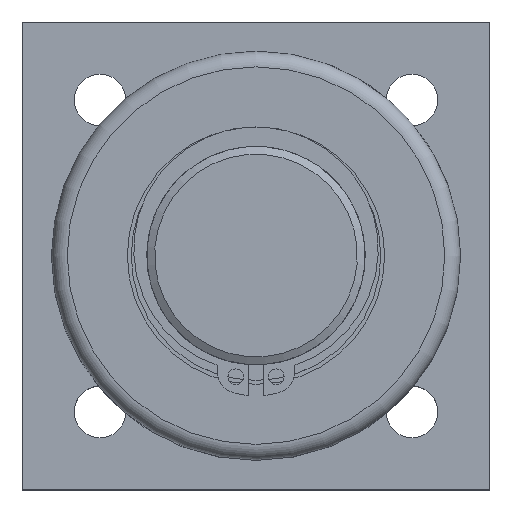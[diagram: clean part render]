
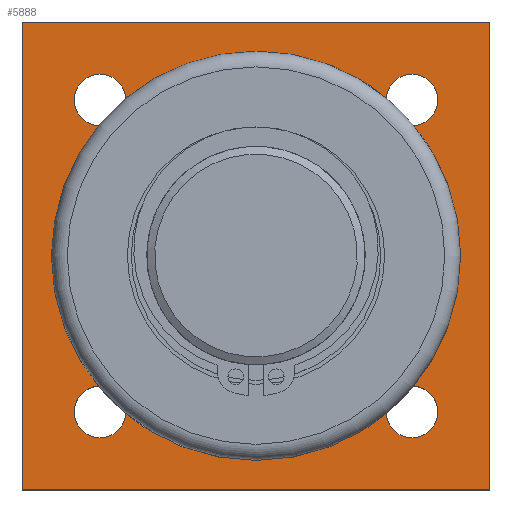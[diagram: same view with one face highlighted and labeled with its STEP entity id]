
A CAD part, top view. The second image highlights one B-rep face of the part: STEP entity #5888.
In plain terms, the highlighted planar face has unit normal (0, 0, 1).
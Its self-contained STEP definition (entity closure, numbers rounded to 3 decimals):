
#35=FACE_BOUND('',#828,.T.);
#36=FACE_BOUND('',#829,.T.);
#37=FACE_BOUND('',#830,.T.);
#38=FACE_BOUND('',#831,.T.);
#39=FACE_BOUND('',#832,.T.);
#160=PLANE('',#6869);
#463=FACE_OUTER_BOUND('',#827,.T.);
#827=EDGE_LOOP('',(#4791,#4792,#4793,#4794));
#828=EDGE_LOOP('',(#4795,#4796));
#829=EDGE_LOOP('',(#4797,#4798));
#830=EDGE_LOOP('',(#4799,#4800));
#831=EDGE_LOOP('',(#4801,#4802));
#832=EDGE_LOOP('',(#4803));
#1087=LINE('',#10994,#1268);
#1090=LINE('',#10999,#1271);
#1092=LINE('',#11003,#1273);
#1094=LINE('',#11006,#1275);
#1268=VECTOR('',#8898,10.);
#1271=VECTOR('',#8903,10.);
#1273=VECTOR('',#8907,10.);
#1275=VECTOR('',#8911,10.);
#1952=CIRCLE('',#6857,3.324);
#1953=CIRCLE('',#6858,3.324);
#1954=CIRCLE('',#6860,3.324);
#1955=CIRCLE('',#6861,3.324);
#1956=CIRCLE('',#6863,3.324);
#1957=CIRCLE('',#6864,3.324);
#1958=CIRCLE('',#6866,3.324);
#1959=CIRCLE('',#6867,3.324);
#1960=CIRCLE('',#6870,19.5);
#2533=VERTEX_POINT('',#10992);
#2534=VERTEX_POINT('',#10993);
#2535=VERTEX_POINT('',#10998);
#2536=VERTEX_POINT('',#11002);
#2537=VERTEX_POINT('',#11008);
#2538=VERTEX_POINT('',#11009);
#2539=VERTEX_POINT('',#11014);
#2540=VERTEX_POINT('',#11015);
#2541=VERTEX_POINT('',#11020);
#2542=VERTEX_POINT('',#11021);
#2543=VERTEX_POINT('',#11026);
#2544=VERTEX_POINT('',#11027);
#2545=VERTEX_POINT('',#11034);
#3306=EDGE_CURVE('',#2533,#2534,#1087,.T.);
#3309=EDGE_CURVE('',#2535,#2533,#1090,.T.);
#3311=EDGE_CURVE('',#2536,#2535,#1092,.T.);
#3313=EDGE_CURVE('',#2534,#2536,#1094,.T.);
#3314=EDGE_CURVE('',#2537,#2538,#1952,.T.);
#3315=EDGE_CURVE('',#2538,#2537,#1953,.T.);
#3317=EDGE_CURVE('',#2539,#2540,#1954,.T.);
#3318=EDGE_CURVE('',#2540,#2539,#1955,.T.);
#3320=EDGE_CURVE('',#2541,#2542,#1956,.T.);
#3321=EDGE_CURVE('',#2542,#2541,#1957,.T.);
#3323=EDGE_CURVE('',#2543,#2544,#1958,.T.);
#3324=EDGE_CURVE('',#2544,#2543,#1959,.T.);
#3327=EDGE_CURVE('',#2545,#2545,#1960,.T.);
#4791=ORIENTED_EDGE('',*,*,#3313,.F.);
#4792=ORIENTED_EDGE('',*,*,#3306,.F.);
#4793=ORIENTED_EDGE('',*,*,#3309,.F.);
#4794=ORIENTED_EDGE('',*,*,#3311,.F.);
#4795=ORIENTED_EDGE('',*,*,#3314,.T.);
#4796=ORIENTED_EDGE('',*,*,#3315,.T.);
#4797=ORIENTED_EDGE('',*,*,#3317,.T.);
#4798=ORIENTED_EDGE('',*,*,#3318,.T.);
#4799=ORIENTED_EDGE('',*,*,#3320,.T.);
#4800=ORIENTED_EDGE('',*,*,#3321,.T.);
#4801=ORIENTED_EDGE('',*,*,#3323,.T.);
#4802=ORIENTED_EDGE('',*,*,#3324,.T.);
#4803=ORIENTED_EDGE('',*,*,#3327,.T.);
#5888=ADVANCED_FACE('',(#463,#35,#36,#37,#38,#39),#160,.T.);
#6857=AXIS2_PLACEMENT_3D('',#11010,#8914,#8915);
#6858=AXIS2_PLACEMENT_3D('',#11011,#8916,#8917);
#6860=AXIS2_PLACEMENT_3D('',#11016,#8921,#8922);
#6861=AXIS2_PLACEMENT_3D('',#11017,#8923,#8924);
#6863=AXIS2_PLACEMENT_3D('',#11022,#8928,#8929);
#6864=AXIS2_PLACEMENT_3D('',#11023,#8930,#8931);
#6866=AXIS2_PLACEMENT_3D('',#11028,#8935,#8936);
#6867=AXIS2_PLACEMENT_3D('',#11029,#8937,#8938);
#6869=AXIS2_PLACEMENT_3D('',#11033,#8943,#8944);
#6870=AXIS2_PLACEMENT_3D('',#11035,#8945,#8946);
#8898=DIRECTION('',(-1.,0.,0.));
#8903=DIRECTION('',(0.,-1.,0.));
#8907=DIRECTION('',(1.,0.,0.));
#8911=DIRECTION('',(0.,1.,0.));
#8914=DIRECTION('center_axis',(0.,0.,-1.));
#8915=DIRECTION('ref_axis',(1.,0.,0.));
#8916=DIRECTION('center_axis',(0.,0.,-1.));
#8917=DIRECTION('ref_axis',(1.,0.,0.));
#8921=DIRECTION('center_axis',(0.,0.,-1.));
#8922=DIRECTION('ref_axis',(1.,0.,0.));
#8923=DIRECTION('center_axis',(0.,0.,-1.));
#8924=DIRECTION('ref_axis',(1.,0.,0.));
#8928=DIRECTION('center_axis',(0.,0.,-1.));
#8929=DIRECTION('ref_axis',(1.,0.,0.));
#8930=DIRECTION('center_axis',(0.,0.,-1.));
#8931=DIRECTION('ref_axis',(1.,0.,0.));
#8935=DIRECTION('center_axis',(0.,0.,-1.));
#8936=DIRECTION('ref_axis',(1.,0.,0.));
#8937=DIRECTION('center_axis',(0.,0.,-1.));
#8938=DIRECTION('ref_axis',(1.,0.,0.));
#8943=DIRECTION('center_axis',(0.,0.,1.));
#8944=DIRECTION('ref_axis',(1.,0.,0.));
#8945=DIRECTION('center_axis',(0.,0.,-1.));
#8946=DIRECTION('ref_axis',(0.,1.,0.));
#10992=CARTESIAN_POINT('',(60.,0.,10.));
#10993=CARTESIAN_POINT('',(0.,0.,10.));
#10994=CARTESIAN_POINT('',(0.,0.,10.));
#10998=CARTESIAN_POINT('',(60.,60.,10.));
#10999=CARTESIAN_POINT('',(60.,0.,10.));
#11002=CARTESIAN_POINT('',(0.,60.,10.));
#11003=CARTESIAN_POINT('',(60.,60.,10.));
#11006=CARTESIAN_POINT('',(0.,60.,10.));
#11008=CARTESIAN_POINT('',(13.324,50.,10.));
#11009=CARTESIAN_POINT('',(6.676,50.,10.));
#11010=CARTESIAN_POINT('Origin',(10.,50.,10.));
#11011=CARTESIAN_POINT('Origin',(10.,50.,10.));
#11014=CARTESIAN_POINT('',(53.324,50.,10.));
#11015=CARTESIAN_POINT('',(46.677,50.,10.));
#11016=CARTESIAN_POINT('Origin',(50.,50.,10.));
#11017=CARTESIAN_POINT('Origin',(50.,50.,10.));
#11020=CARTESIAN_POINT('',(53.324,10.,10.));
#11021=CARTESIAN_POINT('',(46.677,10.,10.));
#11022=CARTESIAN_POINT('Origin',(50.,10.,10.));
#11023=CARTESIAN_POINT('Origin',(50.,10.,10.));
#11026=CARTESIAN_POINT('',(13.324,10.,10.));
#11027=CARTESIAN_POINT('',(6.676,10.,10.));
#11028=CARTESIAN_POINT('Origin',(10.,10.,10.));
#11029=CARTESIAN_POINT('Origin',(10.,10.,10.));
#11033=CARTESIAN_POINT('Origin',(30.,30.,10.));
#11034=CARTESIAN_POINT('',(30.,10.5,10.));
#11035=CARTESIAN_POINT('Origin',(30.,30.,10.));
